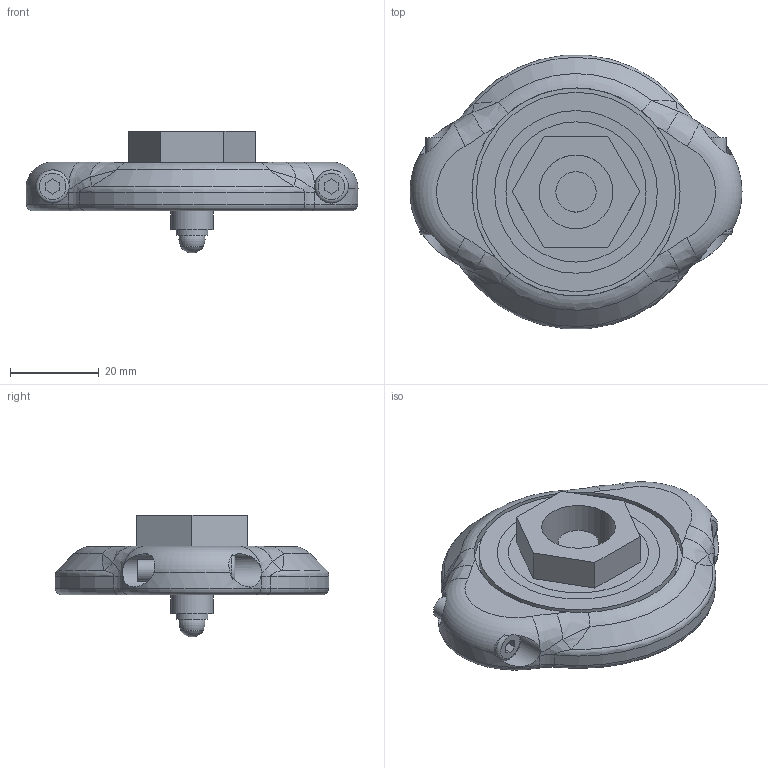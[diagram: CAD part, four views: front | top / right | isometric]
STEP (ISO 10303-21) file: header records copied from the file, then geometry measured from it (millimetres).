
FILE_DESCRIPTION((''),'2;1');
FILE_NAME('','2001-09-26T16:07:08+00:00',('Andreas Norlén'),( 'PIAB AB'),'','SolidEdge','');
FILE_SCHEMA(('CONFIG_CONTROL_DESIGN'));
Length unit declared in the file: millimetre
Products named in the file (1): 0103011
Bounding box: 75 x 61.78 x 27.49 mm (x, y, z)
Volume: 30436.6 mm3; surface area: 13515.4 mm2
Topology: 1 solids, 1 shells, 108 faces, 245 edges, 155 vertices
Faces by surface type: plane 42, cylinder 29, torus 18, bspline 16, cone 2, revolution 1
Full cylindrical faces by diameter (mm): 5 x2, 5.114 x1, 7.214 x1, 7.5 x2, 9.114 x1, 9.614 x1, 15.114 x1, 16.66 x1, 22.114 x1, 25 x1, 31.666 x1, 45 x1, 47 x1, 50 x1, 55 x1
Entity records: 7282 total; most frequent: CARTESIAN_POINT 5014, DIRECTION 435, ORIENTED_EDGE 426, EDGE_CURVE 213, AXIS2_PLACEMENT_3D 186, EDGE_LOOP 146, VERTEX_POINT 146, ADVANCED_FACE 108
